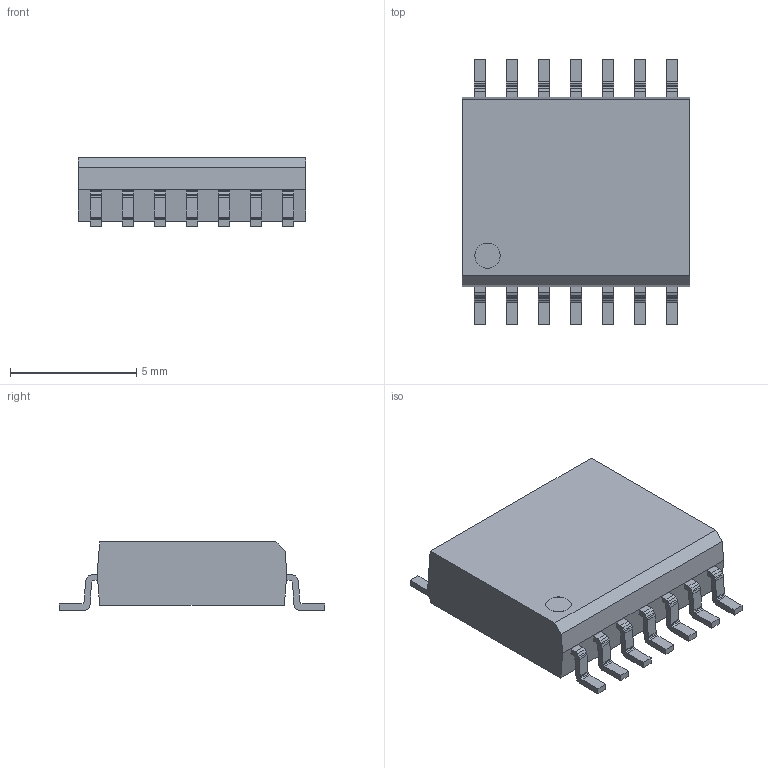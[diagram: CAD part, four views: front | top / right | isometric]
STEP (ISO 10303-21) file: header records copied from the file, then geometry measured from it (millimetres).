
FILE_DESCRIPTION (( 'STEP AP214' ), '1' );
FILE_NAME ('User Library-SOIC14WB.STEP', '2020-05-31T21:26:42', ( '' ), ( '' ), 'SwSTEP 2.0', 'SolidWorks 2019', '' );
FILE_SCHEMA (( 'AUTOMOTIVE_DESIGN' ));
Length unit declared in the file: millimetre
Products named in the file (26): 573032768_1; Free-Models_2; Extruded_5; 573035712_1; Board_2; 573017360_1; SOIC14WB_1; 573032384_1; Cylinder_1; User Library-SOIC14WB; Board_3; Extruded_3; Extruded_4; Free-Models_3
Assembly tree (37 placements, depth 6):
  User Library-SOIC14WB
    Board_2
    Free-Models_2
      SOIC14WB_1
        Board_3
        Free-Models_3
          573017360_1
            Cylinder_1
          573032768_1
            Extruded_3
          573035712_1
            Extruded_4
          573032768_1
            Extruded_3
          573035712_1
            Extruded_4
          573032768_1
            Extruded_3
          573035712_1
            Extruded_4
          573032768_1
            Extruded_3
          573035712_1
            Extruded_4
          573032768_1
            Extruded_3
          573035712_1
            Extruded_4
          573032768_1
            Extruded_3
          573035712_1
            Extruded_4
          573035712_1
            Extruded_4
          573032768_1
            Extruded_3
          573032384_1
            Extruded_5
Bounding box: 9 x 10.5 x 2.71 mm (x, y, z)
Volume: 170 mm3; surface area: 266.8 mm2
Topology: 18 solids, 18 shells, 319 faces, 849 edges, 566 vertices
Faces by surface type: plane 317, cylinder 2
Entity records: 3556 total; most frequent: DIRECTION 421, CARTESIAN_POINT 401, ORIENTED_EDGE 330, EDGE_CURVE 165, LINE 161, VECTOR 161, AXIS2_PLACEMENT_3D 130, VERTEX_POINT 110
